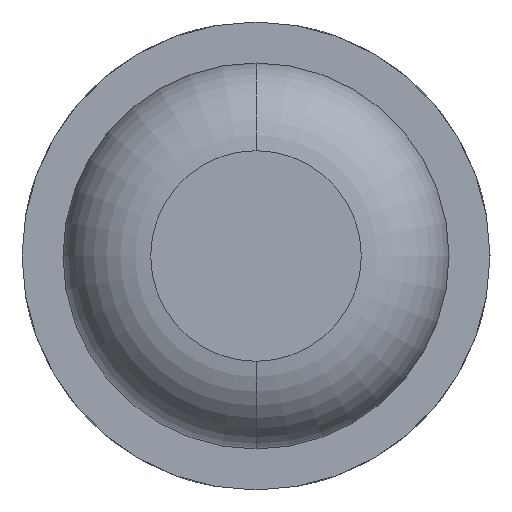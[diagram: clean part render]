
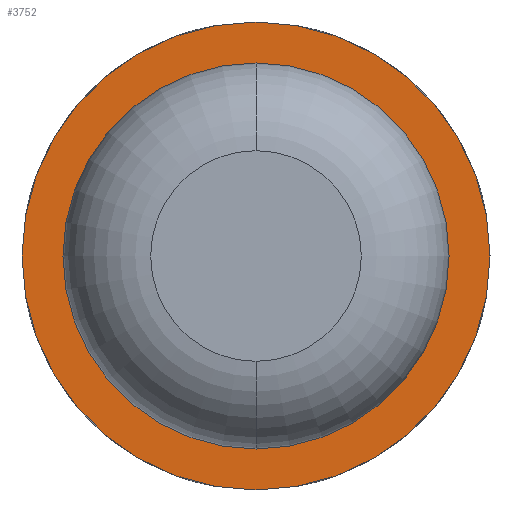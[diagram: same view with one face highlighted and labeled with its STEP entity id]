
A CAD part, front view. The second image highlights one B-rep face of the part: STEP entity #3752.
In plain terms, the highlighted planar face has unit normal (0, -1, 0).
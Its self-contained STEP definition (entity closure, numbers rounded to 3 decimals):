
#290 = FACE_OUTER_BOUND ( 'NONE', #1438, .T. ) ;
#352 = DIRECTION ( 'NONE',  ( -1., 0., 0. ) ) ;
#743 = ORIENTED_EDGE ( 'NONE', *, *, #2647, .T. ) ;
#898 = AXIS2_PLACEMENT_3D ( 'NONE', #4305, #1327, #2766 ) ;
#959 = ORIENTED_EDGE ( 'NONE', *, *, #3054, .T. ) ;
#1010 = VERTEX_POINT ( 'NONE', #4410 ) ;
#1072 = DIRECTION ( 'NONE',  ( -1., 0., 0. ) ) ;
#1160 = PLANE ( 'NONE',  #2188 ) ;
#1216 = ORIENTED_EDGE ( 'NONE', *, *, #3949, .F. ) ;
#1327 = DIRECTION ( 'NONE',  ( 0., 1., 0. ) ) ;
#1438 = EDGE_LOOP ( 'NONE', ( #4472, #1216 ) ) ;
#1462 = DIRECTION ( 'NONE',  ( 0., 1., 0. ) ) ;
#1556 = CARTESIAN_POINT ( 'NONE',  ( 0., -8., 0. ) ) ;
#1816 = DIRECTION ( 'NONE',  ( 0., 1., 0. ) ) ;
#1916 = AXIS2_PLACEMENT_3D ( 'NONE', #2182, #1816, #352 ) ;
#1925 = DIRECTION ( 'NONE',  ( 0., 1., 0. ) ) ;
#1983 = CIRCLE ( 'NONE', #1916, 0.825 ) ;
#2182 = CARTESIAN_POINT ( 'NONE',  ( 0., -8., 0. ) ) ;
#2188 = AXIS2_PLACEMENT_3D ( 'NONE', #3016, #4114, #3396 ) ;
#2367 = CARTESIAN_POINT ( 'NONE',  ( 0., -8., 0.825 ) ) ;
#2647 = EDGE_CURVE ( 'Defeature ausgef�hrt1_5+Defeature ausgef�hrt1_0+Defeature ausgef�hrt1_0+Defeature ausgef�hrt1_0', #3175, #4308, #1983, .T. ) ;
#2766 = DIRECTION ( 'NONE',  ( -1., 0., 0. ) ) ;
#2979 = AXIS2_PLACEMENT_3D ( 'NONE', #1556, #1925, #4113 ) ;
#3016 = CARTESIAN_POINT ( 'NONE',  ( 0.825, -8., 0. ) ) ;
#3054 = EDGE_CURVE ( 'Defeature ausgef�hrt1_5+Defeature ausgef�hrt1_0+Defeature ausgef�hrt1_0+Defeature ausgef�hrt1_0', #4308, #3175, #3399, .T. ) ;
#3068 = EDGE_LOOP ( 'NONE', ( #959, #743 ) ) ;
#3159 = FACE_BOUND ( 'NONE', #3068, .T. ) ;
#3175 = VERTEX_POINT ( 'NONE', #3794 ) ;
#3396 = DIRECTION ( 'NONE',  ( -1., 0., 0. ) ) ;
#3399 = CIRCLE ( 'NONE', #3709, 0.825 ) ;
#3539 = VERTEX_POINT ( 'NONE', #3662 ) ;
#3662 = CARTESIAN_POINT ( 'NONE',  ( -1., -8., 0. ) ) ;
#3709 = AXIS2_PLACEMENT_3D ( 'NONE', #4028, #1462, #1072 ) ;
#3752 = ADVANCED_FACE ( 'Defeature ausgef�hrt1_5', ( #290, #3159 ), #1160, .F. ) ;
#3794 = CARTESIAN_POINT ( 'NONE',  ( 0., -8., -0.825 ) ) ;
#3908 = CIRCLE ( 'NONE', #2979, 1. ) ;
#3949 = EDGE_CURVE ( 'Defeature ausgef�hrt1_6+Defeature ausgef�hrt1_5+Defeature ausgef�hrt1_5+Defeature ausgef�hrt1_5', #1010, #3539, #4442, .T. ) ;
#4028 = CARTESIAN_POINT ( 'NONE',  ( 0., -8., 0. ) ) ;
#4113 = DIRECTION ( 'NONE',  ( -1., 0., 0. ) ) ;
#4114 = DIRECTION ( 'NONE',  ( 0., 1., 0. ) ) ;
#4305 = CARTESIAN_POINT ( 'NONE',  ( 0., -8., 0. ) ) ;
#4308 = VERTEX_POINT ( 'NONE', #2367 ) ;
#4410 = CARTESIAN_POINT ( 'NONE',  ( 1., -8., 0. ) ) ;
#4442 = CIRCLE ( 'NONE', #898, 1. ) ;
#4472 = ORIENTED_EDGE ( 'NONE', *, *, #4633, .F. ) ;
#4633 = EDGE_CURVE ( 'Defeature ausgef�hrt1_6+Defeature ausgef�hrt1_5+Defeature ausgef�hrt1_5+Defeature ausgef�hrt1_5', #3539, #1010, #3908, .T. ) ;
